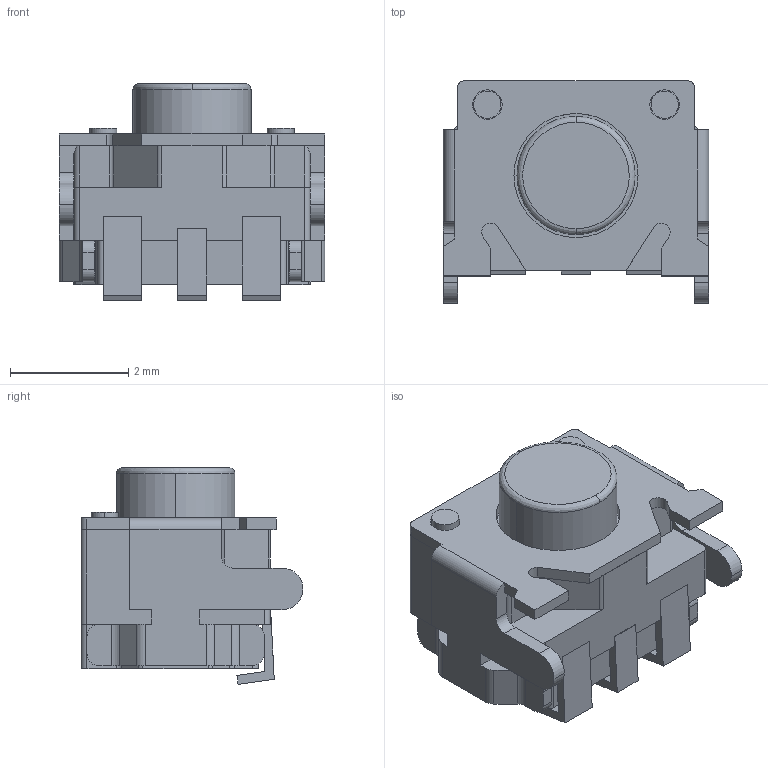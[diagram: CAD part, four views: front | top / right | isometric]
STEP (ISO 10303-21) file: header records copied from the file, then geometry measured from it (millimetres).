
FILE_DESCRIPTION (( 'STEP AP214' ), '1' );
FILE_NAME ('TL3340AF160QG.STEP', '2022-09-06T13:35:58', ( '' ), ( '' ), 'SwSTEP 2.0', 'SolidWorks 2017', '' );
FILE_SCHEMA (( 'AUTOMOTIVE_DESIGN' ));
Length unit declared in the file: millimetre
Products named in the file (2): TL3340AF160QG--3DModel-STEP-520916; TL3340AF160QG
Assembly tree (1 placements, depth 2):
  TL3340AF160QG
    TL3340AF160QG--3DModel-STEP-520916
Bounding box: 4.5 x 3.75 x 3.67 mm (x, y, z)
Volume: 27.8 mm3; surface area: 157.6 mm2
Topology: 3 solids, 3 shells, 286 faces, 784 edges, 506 vertices
Faces by surface type: plane 139, cylinder 117, bspline 30
Entity records: 10027 total; most frequent: CARTESIAN_POINT 2273, DIRECTION 1552, ORIENTED_EDGE 1552, EDGE_CURVE 776, AXIS2_PLACEMENT_3D 537, VERTEX_POINT 506, VECTOR 478, LINE 478
